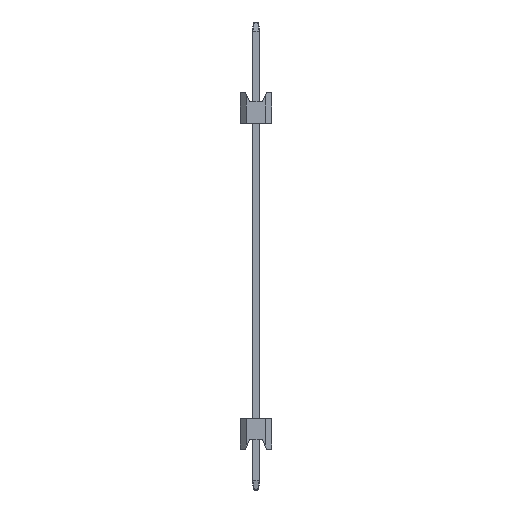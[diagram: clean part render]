
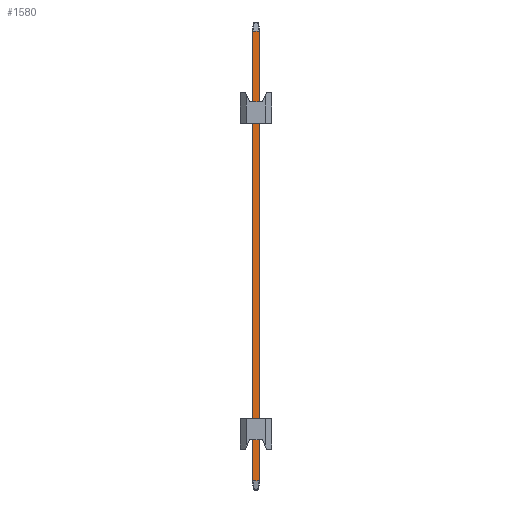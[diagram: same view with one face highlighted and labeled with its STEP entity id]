
A CAD part, left-side view. The second image highlights one B-rep face of the part: STEP entity #1580.
In plain terms, the highlighted planar face has unit normal (-1, 0, 0).
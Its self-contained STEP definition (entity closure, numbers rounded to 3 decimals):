
#510=FACE_OUTER_BOUND('',#574,.T.);
#574=EDGE_LOOP('',(#1319,#1320,#1321,#1322,#1323,#1324,#1325,#1326));
#625=LINE('',#2415,#781);
#634=LINE('',#2433,#790);
#664=LINE('',#2488,#820);
#677=LINE('',#2515,#833);
#680=LINE('',#2521,#836);
#683=LINE('',#2527,#839);
#699=LINE('',#2554,#855);
#700=LINE('',#2556,#856);
#781=VECTOR('',#1887,10.);
#790=VECTOR('',#1900,10.);
#820=VECTOR('',#1950,10.);
#833=VECTOR('',#1971,10.);
#836=VECTOR('',#1976,10.);
#839=VECTOR('',#1981,10.);
#855=VECTOR('',#2015,10.);
#856=VECTOR('',#2018,10.);
#935=VERTEX_POINT('',#2413);
#936=VERTEX_POINT('',#2414);
#943=VERTEX_POINT('',#2431);
#957=VERTEX_POINT('',#2483);
#965=VERTEX_POINT('',#2507);
#968=VERTEX_POINT('',#2513);
#970=VERTEX_POINT('',#2519);
#972=VERTEX_POINT('',#2525);
#1033=EDGE_CURVE('',#935,#936,#625,.T.);
#1042=EDGE_CURVE('',#943,#935,#634,.T.);
#1072=EDGE_CURVE('',#936,#957,#664,.T.);
#1085=EDGE_CURVE('',#968,#965,#677,.T.);
#1088=EDGE_CURVE('',#970,#968,#680,.T.);
#1091=EDGE_CURVE('',#972,#970,#683,.T.);
#1107=EDGE_CURVE('',#965,#943,#699,.T.);
#1108=EDGE_CURVE('',#957,#972,#700,.T.);
#1319=ORIENTED_EDGE('',*,*,#1072,.F.);
#1320=ORIENTED_EDGE('',*,*,#1033,.F.);
#1321=ORIENTED_EDGE('',*,*,#1042,.F.);
#1322=ORIENTED_EDGE('',*,*,#1107,.F.);
#1323=ORIENTED_EDGE('',*,*,#1085,.F.);
#1324=ORIENTED_EDGE('',*,*,#1088,.F.);
#1325=ORIENTED_EDGE('',*,*,#1091,.F.);
#1326=ORIENTED_EDGE('',*,*,#1108,.F.);
#1516=PLANE('',#1707);
#1580=ADVANCED_FACE('',(#510),#1516,.T.);
#1707=AXIS2_PLACEMENT_3D('',#2555,#2016,#2017);
#1887=DIRECTION('',(0.,0.,-1.));
#1900=DIRECTION('',(0.,-0.371,-0.928));
#1950=DIRECTION('',(0.,0.371,-0.928));
#1971=DIRECTION('',(0.,-0.371,0.928));
#1976=DIRECTION('',(0.,0.,1.));
#1981=DIRECTION('',(0.,0.371,0.928));
#2015=DIRECTION('',(0.,-1.,0.));
#2016=DIRECTION('center_axis',(-1.,0.,0.));
#2017=DIRECTION('ref_axis',(0.,-1.,0.));
#2018=DIRECTION('',(0.,1.,0.));
#2413=CARTESIAN_POINT('',(-0.32,-0.27,33.748));
#2414=CARTESIAN_POINT('',(-0.32,-0.27,-2.548));
#2415=CARTESIAN_POINT('',(-0.32,-0.27,0.));
#2431=CARTESIAN_POINT('',(-0.32,-0.269,33.75));
#2433=CARTESIAN_POINT('',(-0.32,-5.973,19.491));
#2483=CARTESIAN_POINT('',(-0.32,-0.269,-2.55));
#2488=CARTESIAN_POINT('',(-0.32,-0.593,-1.739));
#2507=CARTESIAN_POINT('',(-0.32,0.269,33.75));
#2513=CARTESIAN_POINT('',(-0.32,0.27,33.748));
#2515=CARTESIAN_POINT('',(-0.32,6.017,19.381));
#2519=CARTESIAN_POINT('',(-0.32,0.27,-2.548));
#2521=CARTESIAN_POINT('',(-0.32,0.27,0.));
#2525=CARTESIAN_POINT('',(-0.32,0.269,-2.55));
#2527=CARTESIAN_POINT('',(-0.32,0.637,-1.629));
#2554=CARTESIAN_POINT('',(-0.32,0.16,33.75));
#2555=CARTESIAN_POINT('Origin',(-0.32,0.32,0.));
#2556=CARTESIAN_POINT('',(-0.32,0.16,-2.55));
